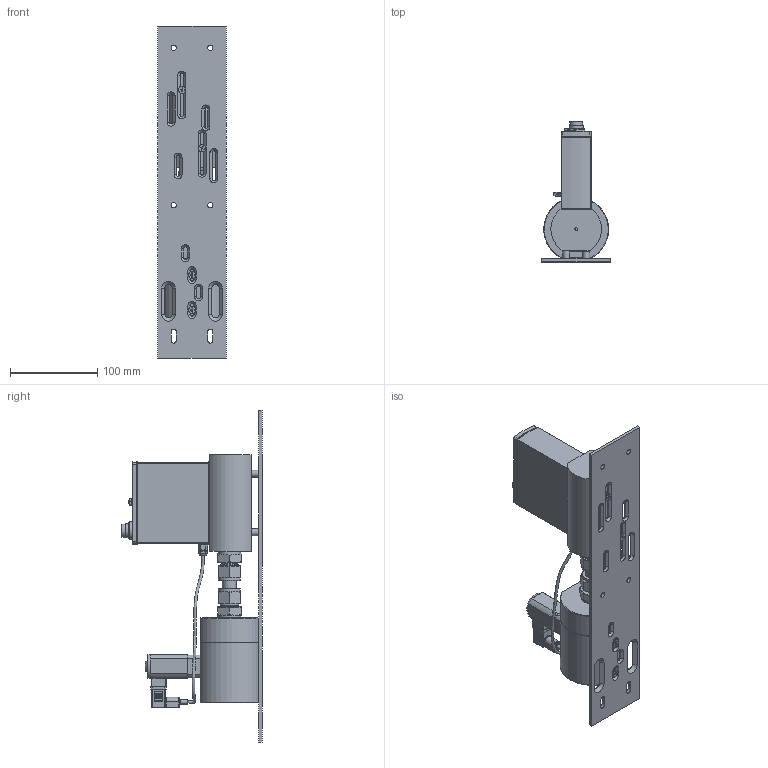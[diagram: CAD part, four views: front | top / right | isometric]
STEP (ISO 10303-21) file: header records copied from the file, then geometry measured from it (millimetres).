
FILE_DESCRIPTION(/* description */ (''),/* implementation_level */ '2;1');
FILE_NAME(/* name */ 'D-6373+003AI.stp',/* time_stamp */ '2016-10-31T16:36:44+01:00',/* author */ ('marleen'),/* organization */ (''),/* preprocessor_version */ 'ST-DEVELOPER v16.1',/* originating_system */ 'Autodesk Inventor 2016',/* authorisation */ '');
FILE_SCHEMA (('AUTOMOTIVE_DESIGN { 1 0 10303 214 3 1 1 }'));
Length unit declared in the file: millimetre
Products named in the file (1): Part4
Bounding box: 78 x 160.5 x 380 mm (x, y, z)
Volume: 1137581.2 mm3; surface area: 175278.1 mm2
Topology: 1 solids, 27 shells, 1317 faces, 3323 edges, 2172 vertices
Faces by surface type: plane 675, cylinder 300, cone 196, bspline 75, torus 57, sphere 14
Full cylindrical faces by diameter (mm): 1 x8, 2.013 x2, 2.459 x7, 2.693 x2, 2.88 x2, 3 x10, 3.242 x2, 3.4 x4, 3.571 x4, 3.6 x3, 3.75 x2, 4 x4, 4.134 x4, 5 x2, 5.4 x1, 5.5 x5, 5.9 x1, 6 x7, 6.2 x1, 6.4 x1, 6.5 x1, 6.7 x1, 7 x1, 8 x2, 8.3 x1, 8.4 x4, 8.5 x1, 8.8 x1, 10 x6, 11 x6
Entity records: 45639 total; most frequent: CARTESIAN_POINT 14851, DIRECTION 5956, ORIENTED_EDGE 5928, EDGE_CURVE 2964, AXIS2_PLACEMENT_3D 2235, VERTEX_POINT 1990, EDGE_LOOP 1668, LINE 1486
